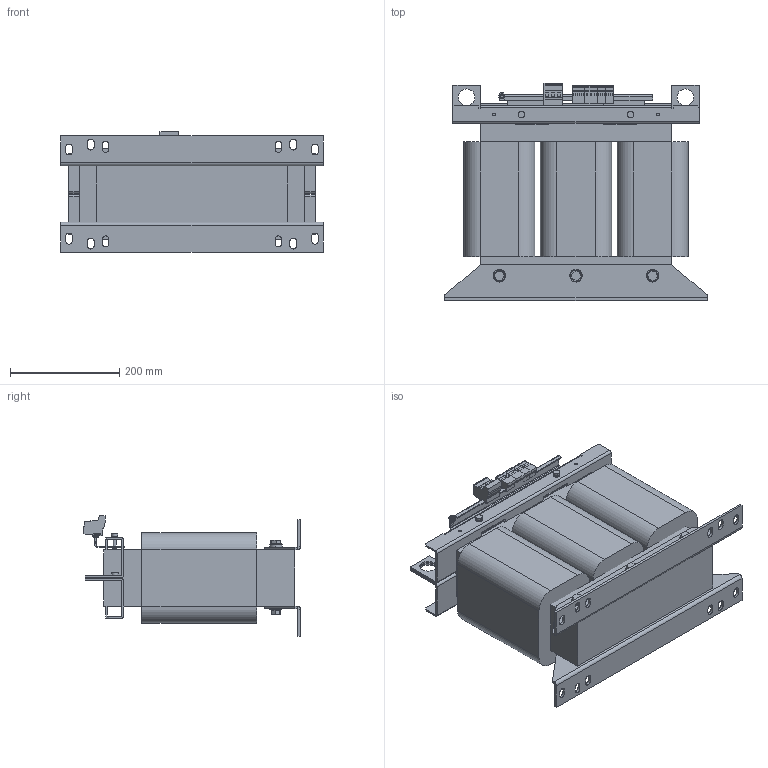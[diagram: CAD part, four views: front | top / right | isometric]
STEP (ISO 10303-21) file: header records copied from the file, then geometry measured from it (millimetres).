
FILE_DESCRIPTION (( 'STEP AP214' ), '1' );
FILE_NAME ('340854.STEP', '2023-08-15T06:04:49', ( '' ), ( '' ), 'SwSTEP 2.0', 'SolidWorks 2018', '' );
FILE_SCHEMA (( 'AUTOMOTIVE_DESIGN' ));
Length unit declared in the file: millimetre
Products named in the file (1): 340854
Bounding box: 480 x 396.65 x 220.55 mm (x, y, z)
Volume: 18921058.6 mm3; surface area: 963878.6 mm2
Topology: 1 solids, 1 shells, 861 faces, 2202 edges, 1383 vertices
Faces by surface type: plane 569, cylinder 226, cone 32, bspline 18, torus 16
Entity records: 26761 total; most frequent: CARTESIAN_POINT 5643, ORIENTED_EDGE 4400, DIRECTION 4271, EDGE_CURVE 2200, VECTOR 1553, LINE 1553, VERTEX_POINT 1383, AXIS2_PLACEMENT_3D 1359
